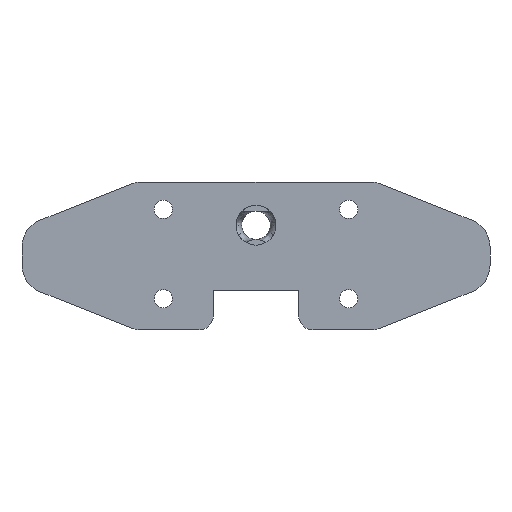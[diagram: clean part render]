
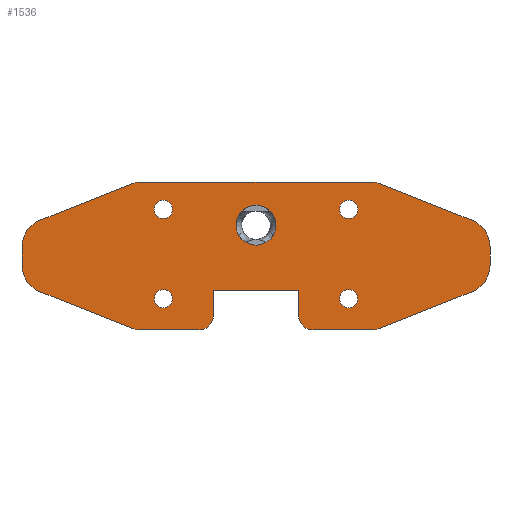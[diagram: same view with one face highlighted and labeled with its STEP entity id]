
A CAD part, front view. The second image highlights one B-rep face of the part: STEP entity #1536.
In plain terms, the highlighted planar face has unit normal (0, -1, 0).
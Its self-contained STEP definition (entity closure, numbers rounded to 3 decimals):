
#79=FACE_BOUND('',#307,.T.);
#80=FACE_BOUND('',#308,.T.);
#81=FACE_BOUND('',#309,.T.);
#82=FACE_BOUND('',#310,.T.);
#83=FACE_BOUND('',#311,.T.);
#108=CIRCLE('',#1651,2.5);
#109=CIRCLE('',#1654,2.5);
#110=CIRCLE('',#1655,5.);
#111=CIRCLE('',#1656,5.);
#112=CIRCLE('',#1657,2.5);
#113=CIRCLE('',#1658,2.5);
#114=CIRCLE('',#1659,2.5);
#115=CIRCLE('',#1660,2.5);
#116=CIRCLE('',#1661,5.);
#117=CIRCLE('',#1662,5.);
#118=CIRCLE('',#1663,1.6);
#119=CIRCLE('',#1664,1.6);
#120=CIRCLE('',#1665,1.6);
#121=CIRCLE('',#1666,1.6);
#122=CIRCLE('',#1667,3.5);
#123=CIRCLE('',#1668,3.5);
#220=FACE_OUTER_BOUND('',#306,.T.);
#306=EDGE_LOOP('',(#1065,#1066,#1067,#1068,#1069,#1070,#1071,#1072,#1073,
#1074,#1075,#1076,#1077,#1078,#1079,#1080,#1081,#1082,#1083,#1084,#1085,
#1086));
#307=EDGE_LOOP('',(#1087));
#308=EDGE_LOOP('',(#1088));
#309=EDGE_LOOP('',(#1089));
#310=EDGE_LOOP('',(#1090));
#311=EDGE_LOOP('',(#1091,#1092));
#419=LINE('',#2398,#525);
#427=LINE('',#2416,#533);
#429=LINE('',#2420,#535);
#430=LINE('',#2424,#536);
#431=LINE('',#2428,#537);
#432=LINE('',#2432,#538);
#433=LINE('',#2436,#539);
#434=LINE('',#2440,#540);
#435=LINE('',#2442,#541);
#436=LINE('',#2444,#542);
#437=LINE('',#2449,#543);
#438=LINE('',#2453,#544);
#525=VECTOR('',#1883,10.);
#533=VECTOR('',#1899,10.);
#535=VECTOR('',#1903,10.);
#536=VECTOR('',#1906,10.);
#537=VECTOR('',#1909,10.);
#538=VECTOR('',#1912,10.);
#539=VECTOR('',#1915,10.);
#540=VECTOR('',#1918,10.);
#541=VECTOR('',#1919,10.);
#542=VECTOR('',#1920,10.);
#543=VECTOR('',#1925,10.);
#544=VECTOR('',#1928,10.);
#640=VERTEX_POINT('',#2395);
#641=VERTEX_POINT('',#2397);
#645=VERTEX_POINT('',#2409);
#646=VERTEX_POINT('',#2411);
#647=VERTEX_POINT('',#2415);
#648=VERTEX_POINT('',#2419);
#649=VERTEX_POINT('',#2421);
#650=VERTEX_POINT('',#2423);
#651=VERTEX_POINT('',#2425);
#652=VERTEX_POINT('',#2427);
#653=VERTEX_POINT('',#2429);
#654=VERTEX_POINT('',#2431);
#655=VERTEX_POINT('',#2433);
#656=VERTEX_POINT('',#2435);
#657=VERTEX_POINT('',#2437);
#658=VERTEX_POINT('',#2439);
#659=VERTEX_POINT('',#2441);
#660=VERTEX_POINT('',#2443);
#661=VERTEX_POINT('',#2446);
#662=VERTEX_POINT('',#2448);
#663=VERTEX_POINT('',#2450);
#664=VERTEX_POINT('',#2452);
#665=VERTEX_POINT('',#2455);
#666=VERTEX_POINT('',#2457);
#667=VERTEX_POINT('',#2459);
#668=VERTEX_POINT('',#2461);
#669=VERTEX_POINT('',#2463);
#670=VERTEX_POINT('',#2464);
#805=EDGE_CURVE('',#640,#641,#419,.T.);
#812=EDGE_CURVE('',#645,#646,#108,.T.);
#814=EDGE_CURVE('',#647,#646,#427,.T.);
#816=EDGE_CURVE('',#648,#645,#429,.T.);
#817=EDGE_CURVE('',#649,#648,#109,.T.);
#818=EDGE_CURVE('',#649,#650,#430,.T.);
#819=EDGE_CURVE('',#651,#650,#110,.T.);
#820=EDGE_CURVE('',#651,#652,#431,.T.);
#821=EDGE_CURVE('',#653,#652,#111,.T.);
#822=EDGE_CURVE('',#653,#654,#432,.T.);
#823=EDGE_CURVE('',#655,#654,#112,.T.);
#824=EDGE_CURVE('',#656,#655,#433,.T.);
#825=EDGE_CURVE('',#657,#656,#113,.T.);
#826=EDGE_CURVE('',#657,#658,#434,.T.);
#827=EDGE_CURVE('',#658,#659,#435,.T.);
#828=EDGE_CURVE('',#659,#660,#436,.T.);
#829=EDGE_CURVE('',#641,#660,#114,.T.);
#830=EDGE_CURVE('',#661,#640,#115,.T.);
#831=EDGE_CURVE('',#661,#662,#437,.T.);
#832=EDGE_CURVE('',#663,#662,#116,.T.);
#833=EDGE_CURVE('',#663,#664,#438,.T.);
#834=EDGE_CURVE('',#647,#664,#117,.T.);
#835=EDGE_CURVE('',#665,#665,#118,.T.);
#836=EDGE_CURVE('',#666,#666,#119,.T.);
#837=EDGE_CURVE('',#667,#667,#120,.T.);
#838=EDGE_CURVE('',#668,#668,#121,.T.);
#839=EDGE_CURVE('',#669,#670,#122,.T.);
#840=EDGE_CURVE('',#670,#669,#123,.T.);
#1065=ORIENTED_EDGE('',*,*,#812,.F.);
#1066=ORIENTED_EDGE('',*,*,#816,.F.);
#1067=ORIENTED_EDGE('',*,*,#817,.F.);
#1068=ORIENTED_EDGE('',*,*,#818,.T.);
#1069=ORIENTED_EDGE('',*,*,#819,.F.);
#1070=ORIENTED_EDGE('',*,*,#820,.T.);
#1071=ORIENTED_EDGE('',*,*,#821,.F.);
#1072=ORIENTED_EDGE('',*,*,#822,.T.);
#1073=ORIENTED_EDGE('',*,*,#823,.F.);
#1074=ORIENTED_EDGE('',*,*,#824,.F.);
#1075=ORIENTED_EDGE('',*,*,#825,.F.);
#1076=ORIENTED_EDGE('',*,*,#826,.T.);
#1077=ORIENTED_EDGE('',*,*,#827,.T.);
#1078=ORIENTED_EDGE('',*,*,#828,.T.);
#1079=ORIENTED_EDGE('',*,*,#829,.F.);
#1080=ORIENTED_EDGE('',*,*,#805,.F.);
#1081=ORIENTED_EDGE('',*,*,#830,.F.);
#1082=ORIENTED_EDGE('',*,*,#831,.T.);
#1083=ORIENTED_EDGE('',*,*,#832,.F.);
#1084=ORIENTED_EDGE('',*,*,#833,.T.);
#1085=ORIENTED_EDGE('',*,*,#834,.F.);
#1086=ORIENTED_EDGE('',*,*,#814,.T.);
#1087=ORIENTED_EDGE('',*,*,#835,.T.);
#1088=ORIENTED_EDGE('',*,*,#836,.T.);
#1089=ORIENTED_EDGE('',*,*,#837,.T.);
#1090=ORIENTED_EDGE('',*,*,#838,.T.);
#1091=ORIENTED_EDGE('',*,*,#839,.T.);
#1092=ORIENTED_EDGE('',*,*,#840,.T.);
#1497=PLANE('',#1653);
#1536=ADVANCED_FACE('',(#220,#79,#80,#81,#82,#83),#1497,.F.);
#1651=AXIS2_PLACEMENT_3D('',#2412,#1894,#1895);
#1653=AXIS2_PLACEMENT_3D('',#2418,#1901,#1902);
#1654=AXIS2_PLACEMENT_3D('',#2422,#1904,#1905);
#1655=AXIS2_PLACEMENT_3D('',#2426,#1907,#1908);
#1656=AXIS2_PLACEMENT_3D('',#2430,#1910,#1911);
#1657=AXIS2_PLACEMENT_3D('',#2434,#1913,#1914);
#1658=AXIS2_PLACEMENT_3D('',#2438,#1916,#1917);
#1659=AXIS2_PLACEMENT_3D('',#2445,#1921,#1922);
#1660=AXIS2_PLACEMENT_3D('',#2447,#1923,#1924);
#1661=AXIS2_PLACEMENT_3D('',#2451,#1926,#1927);
#1662=AXIS2_PLACEMENT_3D('',#2454,#1929,#1930);
#1663=AXIS2_PLACEMENT_3D('',#2456,#1931,#1932);
#1664=AXIS2_PLACEMENT_3D('',#2458,#1933,#1934);
#1665=AXIS2_PLACEMENT_3D('',#2460,#1935,#1936);
#1666=AXIS2_PLACEMENT_3D('',#2462,#1937,#1938);
#1667=AXIS2_PLACEMENT_3D('',#2465,#1939,#1940);
#1668=AXIS2_PLACEMENT_3D('',#2466,#1941,#1942);
#1883=DIRECTION('',(-1.,0.,0.));
#1894=DIRECTION('center_axis',(0.,1.,0.));
#1895=DIRECTION('ref_axis',(0.189,0.,0.982));
#1899=DIRECTION('',(-0.929,0.,0.37));
#1901=DIRECTION('center_axis',(0.,1.,0.));
#1902=DIRECTION('ref_axis',(0.,0.,1.));
#1903=DIRECTION('',(1.,0.,0.));
#1904=DIRECTION('center_axis',(0.,1.,0.));
#1905=DIRECTION('ref_axis',(-0.189,0.,0.982));
#1906=DIRECTION('',(-0.929,0.,-0.37));
#1907=DIRECTION('center_axis',(0.,1.,0.));
#1908=DIRECTION('ref_axis',(-0.828,0.,0.561));
#1909=DIRECTION('',(0.,0.,-1.));
#1910=DIRECTION('center_axis',(0.,1.,0.));
#1911=DIRECTION('ref_axis',(-0.828,0.,-0.561));
#1912=DIRECTION('',(0.929,0.,-0.37));
#1913=DIRECTION('center_axis',(0.,1.,0.));
#1914=DIRECTION('ref_axis',(-0.189,0.,-0.982));
#1915=DIRECTION('',(-1.,0.,0.));
#1916=DIRECTION('center_axis',(0.,1.,0.));
#1917=DIRECTION('ref_axis',(0.707,0.,-0.707));
#1918=DIRECTION('',(0.,0.,1.));
#1919=DIRECTION('',(1.,0.,0.));
#1920=DIRECTION('',(0.,0.,-1.));
#1921=DIRECTION('center_axis',(0.,1.,0.));
#1922=DIRECTION('ref_axis',(-0.707,0.,-0.707));
#1923=DIRECTION('center_axis',(0.,1.,0.));
#1924=DIRECTION('ref_axis',(0.189,0.,-0.982));
#1925=DIRECTION('',(0.929,0.,0.37));
#1926=DIRECTION('center_axis',(0.,1.,0.));
#1927=DIRECTION('ref_axis',(0.828,0.,-0.561));
#1928=DIRECTION('',(0.,0.,1.));
#1929=DIRECTION('center_axis',(0.,1.,0.));
#1930=DIRECTION('ref_axis',(0.828,0.,0.561));
#1931=DIRECTION('center_axis',(0.,1.,0.));
#1932=DIRECTION('ref_axis',(1.,0.,0.));
#1933=DIRECTION('center_axis',(0.,1.,0.));
#1934=DIRECTION('ref_axis',(1.,0.,0.));
#1935=DIRECTION('center_axis',(0.,1.,0.));
#1936=DIRECTION('ref_axis',(1.,0.,0.));
#1937=DIRECTION('center_axis',(0.,1.,0.));
#1938=DIRECTION('ref_axis',(1.,0.,0.));
#1939=DIRECTION('center_axis',(0.,1.,0.));
#1940=DIRECTION('ref_axis',(1.,0.,0.));
#1941=DIRECTION('center_axis',(0.,1.,0.));
#1942=DIRECTION('ref_axis',(1.,0.,0.));
#2395=CARTESIAN_POINT('',(-0.48,0.,-25.95));
#2397=CARTESIAN_POINT('',(-11.05,0.,-25.95));
#2398=CARTESIAN_POINT('',(0.,0.,-25.95));
#2409=CARTESIAN_POINT('',(-0.48,0.,0.));
#2411=CARTESIAN_POINT('',(0.446,0.,-0.178));
#2412=CARTESIAN_POINT('Origin',(-0.48,0.,-2.5));
#2415=CARTESIAN_POINT('',(16.852,0.,-6.72));
#2416=CARTESIAN_POINT('',(0.,0.,0.));
#2418=CARTESIAN_POINT('Origin',(-21.05,0.,-12.975));
#2419=CARTESIAN_POINT('',(-41.62,0.,0.));
#2420=CARTESIAN_POINT('',(-42.1,0.,0.));
#2421=CARTESIAN_POINT('',(-42.546,0.,-0.178));
#2422=CARTESIAN_POINT('Origin',(-41.62,0.,-2.5));
#2423=CARTESIAN_POINT('',(-58.952,0.,-6.72));
#2424=CARTESIAN_POINT('',(-62.1,0.,-7.975));
#2425=CARTESIAN_POINT('',(-62.1,0.,-11.364));
#2426=CARTESIAN_POINT('Origin',(-57.1,0.,-11.364));
#2427=CARTESIAN_POINT('',(-62.1,0.,-14.586));
#2428=CARTESIAN_POINT('',(-62.1,0.,-17.975));
#2429=CARTESIAN_POINT('',(-58.952,0.,-19.23));
#2430=CARTESIAN_POINT('Origin',(-57.1,0.,-14.586));
#2431=CARTESIAN_POINT('',(-42.546,0.,-25.772));
#2432=CARTESIAN_POINT('',(-42.1,0.,-25.95));
#2433=CARTESIAN_POINT('',(-41.62,0.,-25.95));
#2434=CARTESIAN_POINT('Origin',(-41.62,0.,-23.45));
#2435=CARTESIAN_POINT('',(-31.05,0.,-25.95));
#2436=CARTESIAN_POINT('',(0.,0.,-25.95));
#2437=CARTESIAN_POINT('',(-28.55,0.,-23.45));
#2438=CARTESIAN_POINT('Origin',(-31.05,0.,-23.45));
#2439=CARTESIAN_POINT('',(-28.55,0.,-18.95));
#2440=CARTESIAN_POINT('',(-28.55,0.,-15.963));
#2441=CARTESIAN_POINT('',(-13.55,0.,-18.95));
#2442=CARTESIAN_POINT('',(-17.3,0.,-18.95));
#2443=CARTESIAN_POINT('',(-13.55,0.,-23.45));
#2444=CARTESIAN_POINT('',(-13.55,0.,-19.463));
#2445=CARTESIAN_POINT('Origin',(-11.05,0.,-23.45));
#2446=CARTESIAN_POINT('',(0.446,0.,-25.772));
#2447=CARTESIAN_POINT('Origin',(-0.48,0.,-23.45));
#2448=CARTESIAN_POINT('',(16.852,0.,-19.23));
#2449=CARTESIAN_POINT('',(20.,0.,-17.975));
#2450=CARTESIAN_POINT('',(20.,0.,-14.586));
#2451=CARTESIAN_POINT('Origin',(15.,0.,-14.586));
#2452=CARTESIAN_POINT('',(20.,0.,-11.364));
#2453=CARTESIAN_POINT('',(20.,0.,-7.975));
#2454=CARTESIAN_POINT('Origin',(15.,0.,-11.364));
#2455=CARTESIAN_POINT('',(-38.891,0.,-20.459));
#2456=CARTESIAN_POINT('Origin',(-37.291,0.,-20.459));
#2457=CARTESIAN_POINT('',(-6.409,0.,-20.459));
#2458=CARTESIAN_POINT('Origin',(-4.809,0.,-20.459));
#2459=CARTESIAN_POINT('',(-6.409,0.,-4.809));
#2460=CARTESIAN_POINT('Origin',(-4.809,0.,-4.809));
#2461=CARTESIAN_POINT('',(-38.891,0.,-4.809));
#2462=CARTESIAN_POINT('Origin',(-37.291,0.,-4.809));
#2463=CARTESIAN_POINT('',(-17.55,0.,-7.574));
#2464=CARTESIAN_POINT('',(-24.55,0.,-7.574));
#2465=CARTESIAN_POINT('Origin',(-21.05,0.,-7.574));
#2466=CARTESIAN_POINT('Origin',(-21.05,0.,-7.574));
